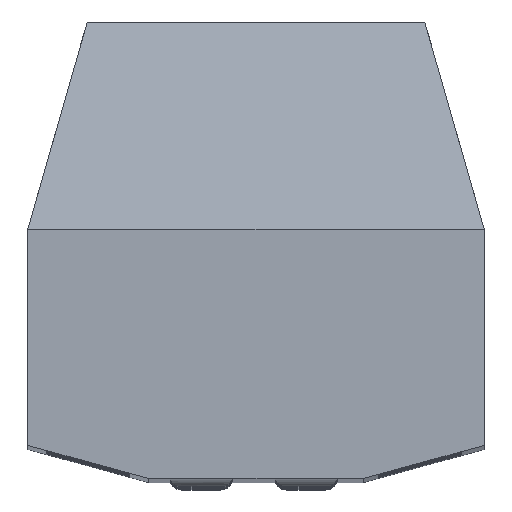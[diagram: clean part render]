
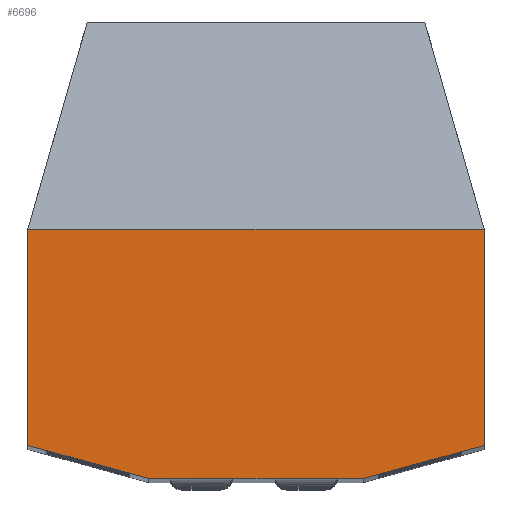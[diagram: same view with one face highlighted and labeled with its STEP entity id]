
A CAD part, top view. The second image highlights one B-rep face of the part: STEP entity #6696.
In plain terms, the highlighted planar face has unit normal (0, 0, 1).
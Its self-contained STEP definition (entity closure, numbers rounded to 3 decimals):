
#245 = ORIENTED_EDGE ( 'NONE', *, *, #22044, .T. ) ;
#1100 = EDGE_CURVE ( 'NONE', #22846, #1478, #6145, .T. ) ;
#1478 = VERTEX_POINT ( 'NONE', #20118 ) ;
#1488 = ORIENTED_EDGE ( 'NONE', *, *, #1100, .T. ) ;
#1996 = CARTESIAN_POINT ( 'NONE',  ( -92.978, -18.15, 0. ) ) ;
#2120 = VECTOR ( 'NONE', #12472, 1000. ) ;
#2250 = VECTOR ( 'NONE', #7447, 1000. ) ;
#3519 = VECTOR ( 'NONE', #11971, 1000. ) ;
#5582 = VECTOR ( 'NONE', #18520, 1000. ) ;
#6029 = CARTESIAN_POINT ( 'NONE',  ( 19.065, -69.611, 0. ) ) ;
#6145 = LINE ( 'NONE', #6029, #10407 ) ;
#6696 = ADVANCED_FACE ( 'NONE', ( #15728 ), #18179, .T. ) ;
#7447 = DIRECTION ( 'NONE',  ( 1., 0., 0. ) ) ;
#9056 = CARTESIAN_POINT ( 'NONE',  ( 0., 0., 0. ) ) ;
#9128 = EDGE_CURVE ( 'NONE', #18786, #22846, #11955, .T. ) ;
#9336 = VERTEX_POINT ( 'NONE', #22854 ) ;
#9626 = CARTESIAN_POINT ( 'NONE',  ( -63.842, -78.15, 0. ) ) ;
#10407 = VECTOR ( 'NONE', #13339, 1000. ) ;
#10424 = LINE ( 'NONE', #1996, #5582 ) ;
#10453 = VERTEX_POINT ( 'NONE', #17314 ) ;
#10891 = DIRECTION ( 'NONE',  ( 1., 0., 0. ) ) ;
#11028 = ORIENTED_EDGE ( 'NONE', *, *, #18857, .T. ) ;
#11710 = CARTESIAN_POINT ( 'NONE',  ( -92.978, -18.15, 0. ) ) ;
#11955 = LINE ( 'NONE', #20204, #2250 ) ;
#11971 = DIRECTION ( 'NONE',  ( 0., 1., 0. ) ) ;
#12472 = DIRECTION ( 'NONE',  ( -0.964, 0.264, 0. ) ) ;
#12479 = ORIENTED_EDGE ( 'NONE', *, *, #12650, .T. ) ;
#12513 = VECTOR ( 'NONE', #22667, 1000. ) ;
#12650 = EDGE_CURVE ( 'NONE', #1478, #9336, #16917, .T. ) ;
#13069 = LINE ( 'NONE', #11710, #12513 ) ;
#13178 = ORIENTED_EDGE ( 'NONE', *, *, #16086, .F. ) ;
#13339 = DIRECTION ( 'NONE',  ( 0.964, 0.264, 0. ) ) ;
#13572 = AXIS2_PLACEMENT_3D ( 'NONE', #9056, #21844, #10891 ) ;
#14047 = ORIENTED_EDGE ( 'NONE', *, *, #9128, .T. ) ;
#14995 = EDGE_LOOP ( 'NONE', ( #245, #13178, #14047, #1488, #12479, #11028 ) ) ;
#15728 = FACE_OUTER_BOUND ( 'NONE', #14995, .T. ) ;
#16079 = VERTEX_POINT ( 'NONE', #16142 ) ;
#16086 = EDGE_CURVE ( 'NONE', #18786, #16079, #20389, .T. ) ;
#16142 = CARTESIAN_POINT ( 'NONE',  ( -92.978, -70.17, 0. ) ) ;
#16917 = LINE ( 'NONE', #17488, #3519 ) ;
#17314 = CARTESIAN_POINT ( 'NONE',  ( -92.978, -18.15, 0. ) ) ;
#17488 = CARTESIAN_POINT ( 'NONE',  ( 17.022, -18.15, 0. ) ) ;
#17686 = CARTESIAN_POINT ( 'NONE',  ( -12.115, -78.15, 0. ) ) ;
#18179 = PLANE ( 'NONE',  #13572 ) ;
#18520 = DIRECTION ( 'NONE',  ( 0., -1., 0. ) ) ;
#18786 = VERTEX_POINT ( 'NONE', #9626 ) ;
#18857 = EDGE_CURVE ( 'NONE', #9336, #10453, #13069, .T. ) ;
#20118 = CARTESIAN_POINT ( 'NONE',  ( 17.022, -70.17, 0. ) ) ;
#20204 = CARTESIAN_POINT ( 'NONE',  ( -92.978, -78.15, 0. ) ) ;
#20389 = LINE ( 'NONE', #21664, #2120 ) ;
#21664 = CARTESIAN_POINT ( 'NONE',  ( -24.364, -88.962, 0. ) ) ;
#21844 = DIRECTION ( 'NONE',  ( 0., 0., 1. ) ) ;
#22044 = EDGE_CURVE ( 'NONE', #10453, #16079, #10424, .T. ) ;
#22667 = DIRECTION ( 'NONE',  ( -1., 0., 0. ) ) ;
#22846 = VERTEX_POINT ( 'NONE', #17686 ) ;
#22854 = CARTESIAN_POINT ( 'NONE',  ( 17.022, -18.15, 0. ) ) ;
